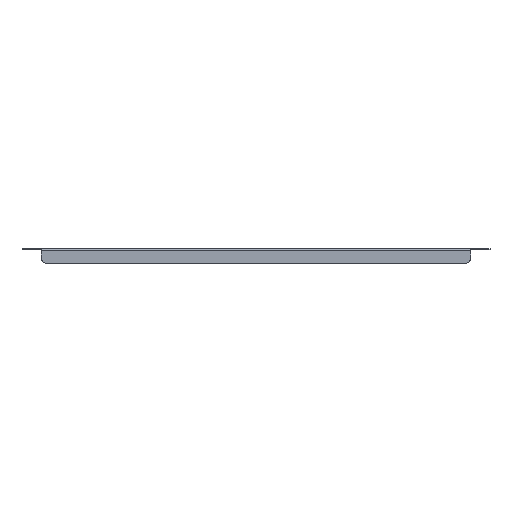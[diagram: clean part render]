
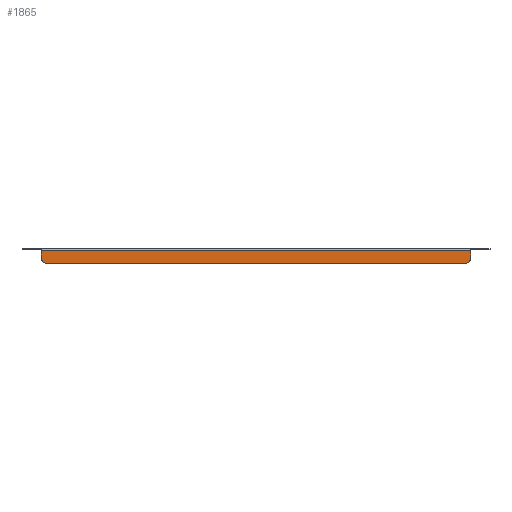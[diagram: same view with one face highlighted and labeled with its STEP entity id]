
A CAD part, front view. The second image highlights one B-rep face of the part: STEP entity #1865.
In plain terms, the highlighted planar face has unit normal (0, -1, 0).
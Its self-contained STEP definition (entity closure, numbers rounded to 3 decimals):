
#24 = DIRECTION ( 'NONE',  ( 0., 0., 1. ) ) ;
#43 = ORIENTED_EDGE ( 'NONE', *, *, #1875, .F. ) ;
#99 = EDGE_LOOP ( 'NONE', ( #1622, #981, #1091, #773, #1661, #43 ) ) ;
#138 = AXIS2_PLACEMENT_3D ( 'NONE', #1718, #683, #355 ) ;
#200 = VECTOR ( 'NONE', #1382, 1000. ) ;
#209 = AXIS2_PLACEMENT_3D ( 'NONE', #1182, #804, #628 ) ;
#244 = CARTESIAN_POINT ( 'NONE',  ( -216.5, -66., -15. ) ) ;
#306 = EDGE_CURVE ( 'NONE', #1093, #788, #2085, .T. ) ;
#307 = EDGE_CURVE ( 'NONE', #2163, #427, #328, .T. ) ;
#320 = CARTESIAN_POINT ( 'NONE',  ( -221.5, -66., -2. ) ) ;
#328 = LINE ( 'NONE', #336, #200 ) ;
#332 = CARTESIAN_POINT ( 'NONE',  ( -221.5, -66., -10. ) ) ;
#336 = CARTESIAN_POINT ( 'NONE',  ( -221.5, -66., 0. ) ) ;
#355 = DIRECTION ( 'NONE',  ( 0., 0., 1. ) ) ;
#388 = VECTOR ( 'NONE', #1530, 1000. ) ;
#427 = VERTEX_POINT ( 'NONE', #332 ) ;
#489 = LINE ( 'NONE', #1184, #388 ) ;
#516 = EDGE_CURVE ( 'NONE', #551, #1449, #489, .T. ) ;
#519 = CARTESIAN_POINT ( 'NONE',  ( 216.5, -66., -10. ) ) ;
#551 = VERTEX_POINT ( 'NONE', #244 ) ;
#568 = AXIS2_PLACEMENT_3D ( 'NONE', #519, #1897, #848 ) ;
#627 = DIRECTION ( 'NONE',  ( 1., 0., 0. ) ) ;
#628 = DIRECTION ( 'NONE',  ( 0., 0., 1. ) ) ;
#683 = DIRECTION ( 'NONE',  ( 0., 1., 0. ) ) ;
#735 = EDGE_CURVE ( 'NONE', #1449, #1093, #1196, .T. ) ;
#773 = ORIENTED_EDGE ( 'NONE', *, *, #735, .T. ) ;
#788 = VERTEX_POINT ( 'NONE', #911 ) ;
#804 = DIRECTION ( 'NONE',  ( 0., -1., 0. ) ) ;
#824 = VECTOR ( 'NONE', #24, 1000. ) ;
#848 = DIRECTION ( 'NONE',  ( 0., 0., 1. ) ) ;
#911 = CARTESIAN_POINT ( 'NONE',  ( 221.5, -66., -2. ) ) ;
#981 = ORIENTED_EDGE ( 'NONE', *, *, #1259, .T. ) ;
#1025 = PLANE ( 'NONE',  #138 ) ;
#1072 = CARTESIAN_POINT ( 'NONE',  ( 221.5, -66., -10. ) ) ;
#1091 = ORIENTED_EDGE ( 'NONE', *, *, #516, .T. ) ;
#1093 = VERTEX_POINT ( 'NONE', #1072 ) ;
#1182 = CARTESIAN_POINT ( 'NONE',  ( -216.5, -66., -10. ) ) ;
#1184 = CARTESIAN_POINT ( 'NONE',  ( 0., -66., -15. ) ) ;
#1196 = CIRCLE ( 'NONE', #568, 5. ) ;
#1203 = FACE_OUTER_BOUND ( 'NONE', #99, .T. ) ;
#1208 = CARTESIAN_POINT ( 'NONE',  ( 221.5, -66., 0. ) ) ;
#1259 = EDGE_CURVE ( 'NONE', #427, #551, #1850, .T. ) ;
#1382 = DIRECTION ( 'NONE',  ( 0., 0., -1. ) ) ;
#1449 = VERTEX_POINT ( 'NONE', #1567 ) ;
#1466 = LINE ( 'NONE', #1859, #1673 ) ;
#1530 = DIRECTION ( 'NONE',  ( 1., 0., 0. ) ) ;
#1567 = CARTESIAN_POINT ( 'NONE',  ( 216.5, -66., -15. ) ) ;
#1622 = ORIENTED_EDGE ( 'NONE', *, *, #307, .T. ) ;
#1661 = ORIENTED_EDGE ( 'NONE', *, *, #306, .T. ) ;
#1673 = VECTOR ( 'NONE', #627, 1000. ) ;
#1718 = CARTESIAN_POINT ( 'NONE',  ( 0., -66., 0. ) ) ;
#1850 = CIRCLE ( 'NONE', #209, 5. ) ;
#1859 = CARTESIAN_POINT ( 'NONE',  ( 221.5, -66., -2. ) ) ;
#1865 = ADVANCED_FACE ( 'NONE', ( #1203 ), #1025, .F. ) ;
#1875 = EDGE_CURVE ( 'NONE', #2163, #788, #1466, .T. ) ;
#1897 = DIRECTION ( 'NONE',  ( 0., -1., 0. ) ) ;
#2085 = LINE ( 'NONE', #1208, #824 ) ;
#2163 = VERTEX_POINT ( 'NONE', #320 ) ;
